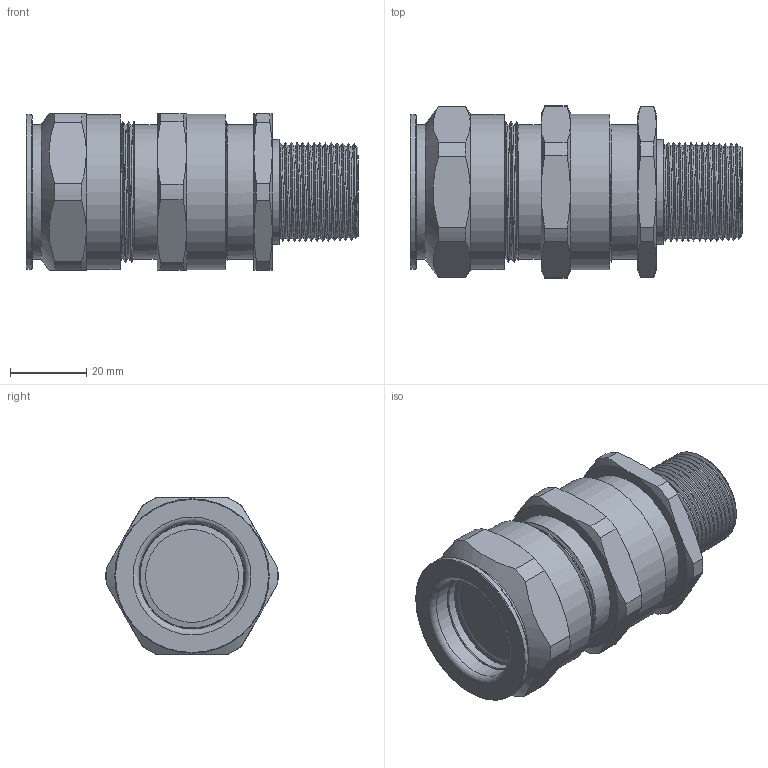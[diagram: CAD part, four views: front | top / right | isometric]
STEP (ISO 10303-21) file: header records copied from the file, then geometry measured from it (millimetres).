
FILE_DESCRIPTION(/* description */ ('ADE-4F NPT 3/4" Größe 8'),/* implementation_level */ '2;1');
FILE_NAME(/* name */ '00848704V1-RST.stp',/* time_stamp */ '2021-09-01T09:27:55+02:00',/* author */ ('sl'),/* organization */ (''),/* preprocessor_version */ 'ST-DEVELOPER v16.5',/* originating_system */ 'Autodesk Inventor 2017',/* authorisation */ '');
FILE_SCHEMA (('AUTOMOTIVE_DESIGN { 1 0 10303 214 3 1 1 }'));
Length unit declared in the file: millimetre
Products named in the file (9): 00848704V1; 00848704V1_1; 00848704V1_2; 00848704V1_3; 00848704V1_4; 00848704V1_5; 00848704V1_6; 00848704V1_7; 00848704V1_8
Assembly tree (8 placements, depth 2):
  00848704V1
    00848704V1_1
    00848704V1_2
    00848704V1_3
    00848704V1_4
    00848704V1_5
    00848704V1_6
    00848704V1_7
    00848704V1_8
Bounding box: 87.1 x 45.18 x 41 mm (x, y, z)
Volume: 45846.9 mm3; surface area: 45662.5 mm2
Topology: 10 solids, 10 shells, 228 faces, 494 edges, 310 vertices
Faces by surface type: cylinder 80, plane 71, cone 49, torus 17, bspline 11
Full cylindrical faces by diameter (mm): 20.5 x1, 20.87 x1, 20.95 x1, 21.14 x1, 22.6 x1, 22.95 x1, 24.55 x1, 24.9 x1, 25.26 x1, 26.6 x2, 26.9 x1, 27.3 x1, 27.55 x1, 27.56 x1, 27.62 x1, 27.92 x1, 29.48 x1, 29.6 x1, 30 x1, 30.45 x1, 31.72 x1, 32 x1, 32.23 x1, 32.46 x1, 33.4 x1, 35.04 x1, 35.25 x1, 35.29 x4, 35.3 x9, 35.328 x4
Entity records: 13305 total; most frequent: CARTESIAN_POINT 9334, DIRECTION 798, ORIENTED_EDGE 662, AXIS2_PLACEMENT_3D 381, EDGE_CURVE 329, EDGE_LOOP 313, VERTEX_POINT 244, FACE_OUTER_BOUND 201
